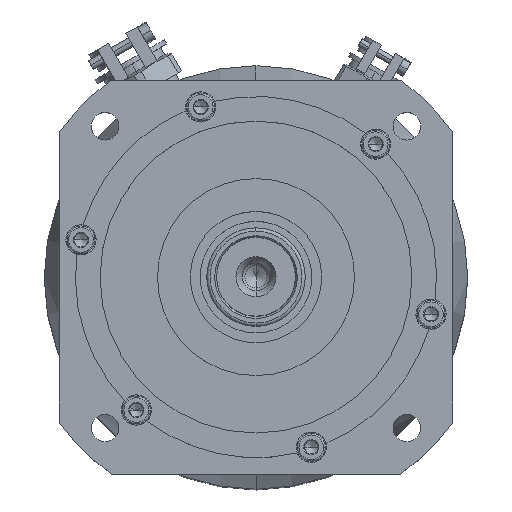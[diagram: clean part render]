
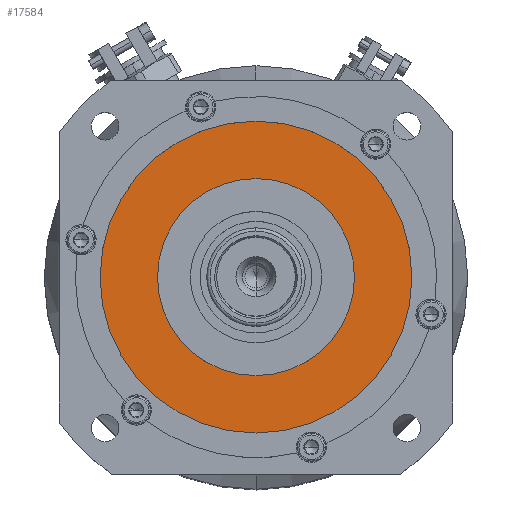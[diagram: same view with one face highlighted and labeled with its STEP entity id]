
A CAD part, top view. The second image highlights one B-rep face of the part: STEP entity #17584.
In plain terms, the highlighted planar face has unit normal (0, 0, 1).
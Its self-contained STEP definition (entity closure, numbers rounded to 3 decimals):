
#3501=CARTESIAN_POINT('',(0.,0.,180.7));
#3502=DIRECTION('',(0.,0.,1.));
#3503=DIRECTION('',(0.,-1.,0.));
#3504=AXIS2_PLACEMENT_3D('',#3501,#3502,#3503);
#3506=CARTESIAN_POINT('',(0.,0.,180.7));
#3507=DIRECTION('',(0.,0.,1.));
#3508=DIRECTION('',(0.,1.,0.));
#3509=AXIS2_PLACEMENT_3D('',#3506,#3507,#3508);
#3511=CARTESIAN_POINT('',(0.,0.,180.7));
#3512=DIRECTION('',(0.,0.,-1.));
#3513=DIRECTION('',(0.,-1.,0.));
#3514=AXIS2_PLACEMENT_3D('',#3511,#3512,#3513);
#3516=CARTESIAN_POINT('',(0.,0.,180.7));
#3517=DIRECTION('',(0.,0.,-1.));
#3518=DIRECTION('',(0.,1.,0.));
#3519=AXIS2_PLACEMENT_3D('',#3516,#3517,#3518);
#13553=CARTESIAN_POINT('',(0.,-47.5,180.7));
#13554=CARTESIAN_POINT('',(0.,47.5,180.7));
#13555=VERTEX_POINT('',#13553);
#13556=VERTEX_POINT('',#13554);
#13557=CARTESIAN_POINT('',(0.,-30.,180.7));
#13558=CARTESIAN_POINT('',(0.,30.,180.7));
#13559=VERTEX_POINT('',#13557);
#13560=VERTEX_POINT('',#13558);
#17569=CARTESIAN_POINT('',(0.,0.,180.7));
#17570=DIRECTION('',(0.,0.,1.));
#17571=DIRECTION('',(0.,-1.,0.));
#17572=AXIS2_PLACEMENT_3D('',#17569,#17570,#17571);
#17573=PLANE('',#17572);
#17574=ORIENTED_EDGE('',*,*,#17562,.F.);
#17575=ORIENTED_EDGE('',*,*,#17548,.F.);
#17576=EDGE_LOOP('',(#17574,#17575));
#17577=FACE_OUTER_BOUND('',#17576,.F.);
#17579=ORIENTED_EDGE('',*,*,#17578,.F.);
#17581=ORIENTED_EDGE('',*,*,#17580,.F.);
#17582=EDGE_LOOP('',(#17579,#17581));
#17583=FACE_BOUND('',#17582,.F.);
#17584=ADVANCED_FACE('',(#17577,#17583),#17573,.T.);
#3505=CIRCLE('',#3504,47.5);
#3510=CIRCLE('',#3509,47.5);
#3515=CIRCLE('',#3514,30.);
#3520=CIRCLE('',#3519,30.);
#17548=EDGE_CURVE('',#13556,#13555,#3510,.T.);
#17562=EDGE_CURVE('',#13555,#13556,#3505,.T.);
#17578=EDGE_CURVE('',#13559,#13560,#3515,.T.);
#17580=EDGE_CURVE('',#13560,#13559,#3520,.T.);
